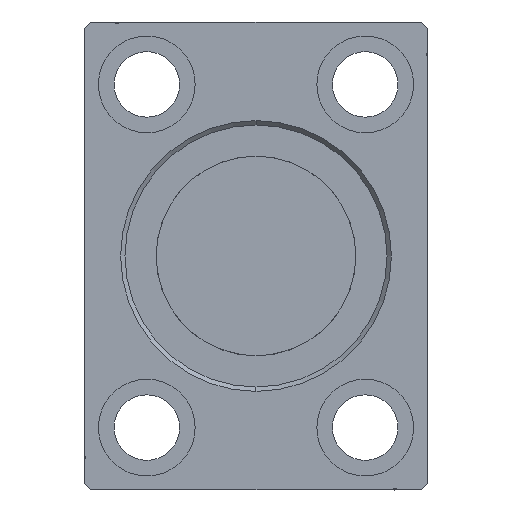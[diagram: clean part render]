
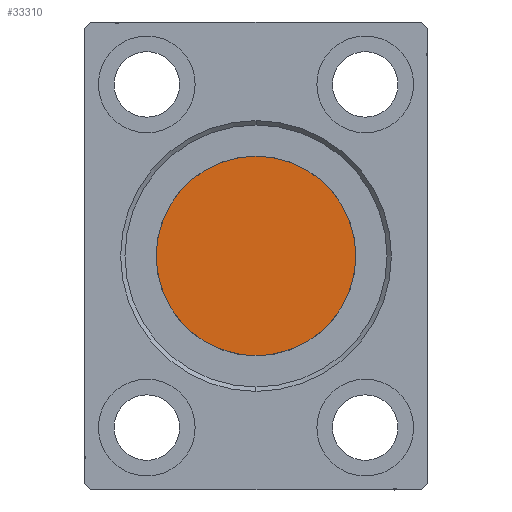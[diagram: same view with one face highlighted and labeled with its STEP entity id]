
A CAD part, left-side view. The second image highlights one B-rep face of the part: STEP entity #33310.
In plain terms, the highlighted planar face has unit normal (-1, 0, 0).
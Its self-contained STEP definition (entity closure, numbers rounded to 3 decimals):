
#305 = EDGE_CURVE ( 'NONE', #4495, #5888, #8984, .T. ) ;
#1709 = CARTESIAN_POINT ( 'NONE',  ( 101.2, -1.786, -15.9 ) ) ;
#4495 = VERTEX_POINT ( 'NONE', #39128 ) ;
#5712 = ORIENTED_EDGE ( 'NONE', *, *, #305, .T. ) ;
#5888 = VERTEX_POINT ( 'NONE', #1709 ) ;
#8464 = EDGE_CURVE ( 'NONE', #5888, #36873, #23631, .T. ) ;
#8984 = LINE ( 'NONE', #12019, #28089 ) ;
#11446 = CARTESIAN_POINT ( 'NONE',  ( 101.2, 0., 0. ) ) ;
#12019 = CARTESIAN_POINT ( 'NONE',  ( 101.2, 0., -15.9 ) ) ;
#16530 = CARTESIAN_POINT ( 'NONE',  ( 101.2, 0., 0. ) ) ;
#16738 = EDGE_CURVE ( 'NONE', #36873, #4495, #36077, .T. ) ;
#17831 = AXIS2_PLACEMENT_3D ( 'NONE', #28469, #37952, #35130 ) ;
#18901 = CARTESIAN_POINT ( 'NONE',  ( 101.2, 0., 16. ) ) ;
#19936 = EDGE_LOOP ( 'NONE', ( #24315, #37020, #5712 ) ) ;
#21365 = FACE_OUTER_BOUND ( 'NONE', #19936, .T. ) ;
#22200 = PLANE ( 'NONE',  #17831 ) ;
#23631 = CIRCLE ( 'NONE', #42192, 16. ) ;
#24315 = ORIENTED_EDGE ( 'NONE', *, *, #8464, .T. ) ;
#24604 = DIRECTION ( 'NONE',  ( -1., 0., 0. ) ) ;
#28089 = VECTOR ( 'NONE', #41745, 1000. ) ;
#28469 = CARTESIAN_POINT ( 'NONE',  ( 101.2, 0., 0. ) ) ;
#32289 = DIRECTION ( 'NONE',  ( -1., 0., 0. ) ) ;
#33310 = ADVANCED_FACE ( 'NONE', ( #21365 ), #22200, .T. ) ;
#33316 = AXIS2_PLACEMENT_3D ( 'NONE', #16530, #32289, #39588 ) ;
#34509 = DIRECTION ( 'NONE',  ( 0., 0., 1. ) ) ;
#35130 = DIRECTION ( 'NONE',  ( 0., 0., 1. ) ) ;
#36077 = CIRCLE ( 'NONE', #33316, 16. ) ;
#36873 = VERTEX_POINT ( 'NONE', #18901 ) ;
#37020 = ORIENTED_EDGE ( 'NONE', *, *, #16738, .T. ) ;
#37952 = DIRECTION ( 'NONE',  ( -1., 0., 0. ) ) ;
#39128 = CARTESIAN_POINT ( 'NONE',  ( 101.2, 1.786, -15.9 ) ) ;
#39588 = DIRECTION ( 'NONE',  ( 0., 0., 1. ) ) ;
#41745 = DIRECTION ( 'NONE',  ( 0., -1., 0. ) ) ;
#42192 = AXIS2_PLACEMENT_3D ( 'NONE', #11446, #24604, #34509 ) ;
